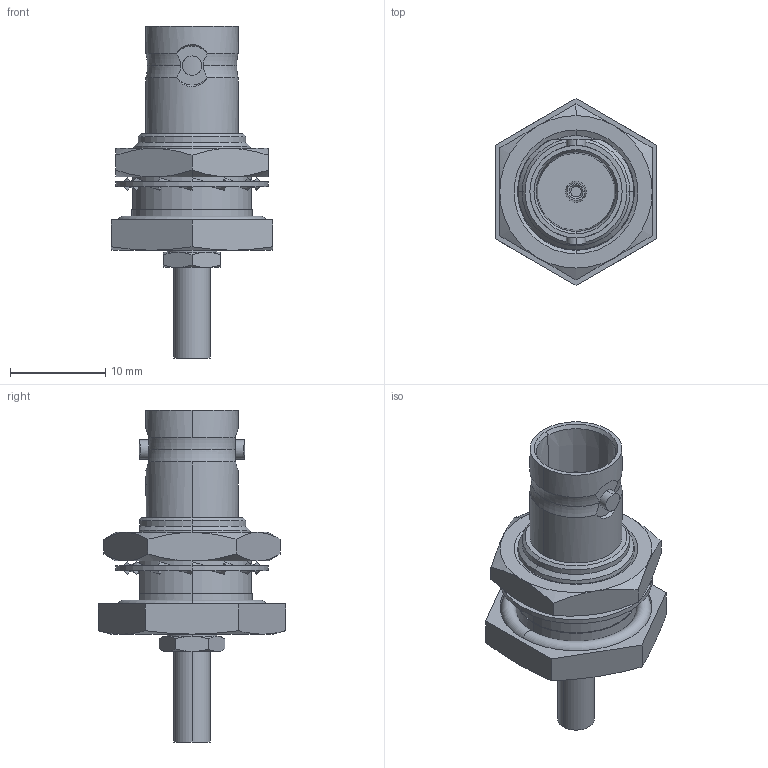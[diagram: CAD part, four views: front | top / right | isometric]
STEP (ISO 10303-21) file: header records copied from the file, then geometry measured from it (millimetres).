
FILE_DESCRIPTION (( 'STEP AP214' ), '1' );
FILE_NAME ('J01003B5032.STEP', '2014-07-03T13:35:10', ( 'Wartung' ), ( '' ), 'SwSTEP 2.0', 'SolidWorks 2014', '' );
FILE_SCHEMA (( 'AUTOMOTIVE_DESIGN' ));
Length unit declared in the file: millimetre
Products named in the file (1): J01003B5032
Bounding box: 17 x 19.63 x 34.85 mm (x, y, z)
Volume: 2662.2 mm3; surface area: 2768.2 mm2
Topology: 3 solids, 3 shells, 265 faces, 665 edges, 425 vertices
Faces by surface type: plane 101, cone 62, cylinder 54, bspline 36, torus 12
Entity records: 11645 total; most frequent: CARTESIAN_POINT 2703, ORIENTED_EDGE 1330, DIRECTION 1125, EDGE_CURVE 665, VERTEX_POINT 425, AXIS2_PLACEMENT_3D 413, LINE 299, VECTOR 299
